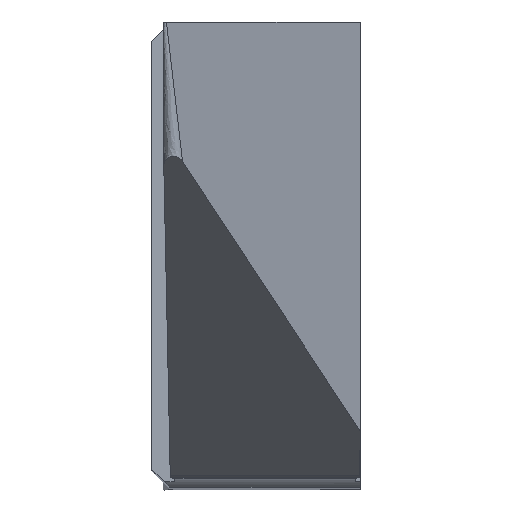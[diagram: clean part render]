
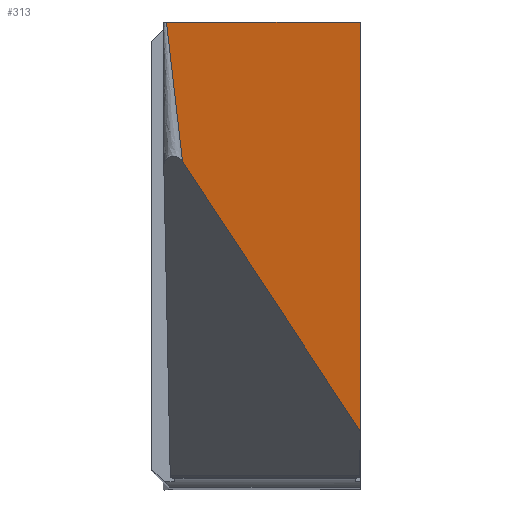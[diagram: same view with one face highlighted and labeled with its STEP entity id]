
A CAD part, top view. The second image highlights one B-rep face of the part: STEP entity #313.
In plain terms, the highlighted planar face has unit normal (0.875, 0, 0.485).
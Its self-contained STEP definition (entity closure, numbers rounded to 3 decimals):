
#74 = DIRECTION ( 'NONE',  ( 0.391, -0.592, -0.705 ) ) ;
#78 = CARTESIAN_POINT ( 'NONE',  ( 0.216, 2.077, 20.058 ) ) ;
#80 = CARTESIAN_POINT ( 'NONE',  ( 0.533, 1.596, 19.485 ) ) ;
#82 = CARTESIAN_POINT ( 'NONE',  ( 0.441, 2.398, 19.651 ) ) ;
#83 = CARTESIAN_POINT ( 'NONE',  ( 0.349, 3.199, 19.818 ) ) ;
#87 = CARTESIAN_POINT ( 'NONE',  ( 0.256, 4., 19.984 ) ) ;
#198 = VERTEX_POINT ( 'NONE', #899 ) ;
#276 = EDGE_LOOP ( 'NONE', ( #1276, #784, #405, #1343 ) ) ;
#294 = EDGE_CURVE ( 'NONE', #1007, #198, #358, .T. ) ;
#313 = ADVANCED_FACE ( 'NONE', ( #950 ), #674, .F. ) ;
#321 = DIRECTION ( 'NONE',  ( 0., -1., 0. ) ) ;
#325 = CARTESIAN_POINT ( 'NONE',  ( 0.198, 4., 20.09 ) ) ;
#358 = LINE ( 'NONE', #494, #1557 ) ;
#405 = ORIENTED_EDGE ( 'NONE', *, *, #790, .T. ) ;
#408 = VERTEX_POINT ( 'NONE', #418 ) ;
#418 = CARTESIAN_POINT ( 'NONE',  ( 0.533, 1.596, 19.485 ) ) ;
#432 = DIRECTION ( 'NONE',  ( -0.485, 0., 0.875 ) ) ;
#494 = CARTESIAN_POINT ( 'NONE',  ( 3.6, 4., 13.952 ) ) ;
#612 = DIRECTION ( 'NONE',  ( -0.875, 0., -0.485 ) ) ;
#632 = LINE ( 'NONE', #78, #1070 ) ;
#674 = PLANE ( 'NONE',  #809 ) ;
#767 = EDGE_CURVE ( 'NONE', #1119, #408, #1661, .T. ) ;
#784 = ORIENTED_EDGE ( 'NONE', *, *, #767, .T. ) ;
#790 = EDGE_CURVE ( 'NONE', #408, #198, #632, .T. ) ;
#809 = AXIS2_PLACEMENT_3D ( 'NONE', #325, #612, #432 ) ;
#855 = VECTOR ( 'NONE', #1626, 1000. ) ;
#899 = CARTESIAN_POINT ( 'NONE',  ( 3.6, -3.046, 13.952 ) ) ;
#950 = FACE_OUTER_BOUND ( 'NONE', #276, .T. ) ;
#1007 = VERTEX_POINT ( 'NONE', #1136 ) ;
#1070 = VECTOR ( 'NONE', #74, 1000. ) ;
#1102 = EDGE_CURVE ( 'NONE', #1119, #1007, #1533, .T. ) ;
#1119 = VERTEX_POINT ( 'NONE', #1388 ) ;
#1136 = CARTESIAN_POINT ( 'NONE',  ( 3.6, 4., 13.952 ) ) ;
#1276 = ORIENTED_EDGE ( 'NONE', *, *, #1102, .F. ) ;
#1343 = ORIENTED_EDGE ( 'NONE', *, *, #294, .F. ) ;
#1387 = CARTESIAN_POINT ( 'NONE',  ( 0.198, 4., 20.09 ) ) ;
#1388 = CARTESIAN_POINT ( 'NONE',  ( 0.256, 4., 19.984 ) ) ;
#1533 = LINE ( 'NONE', #1387, #855 ) ;
#1557 = VECTOR ( 'NONE', #321, 1000. ) ;
#1626 = DIRECTION ( 'NONE',  ( 0.485, 0., -0.875 ) ) ;
#1661 = B_SPLINE_CURVE_WITH_KNOTS ( 'NONE', 3,
 ( #87, #83, #82, #80 ),
 .UNSPECIFIED., .F., .F.,
 ( 4, 4 ),
 ( 0., 1. ),
 .UNSPECIFIED. ) ;
